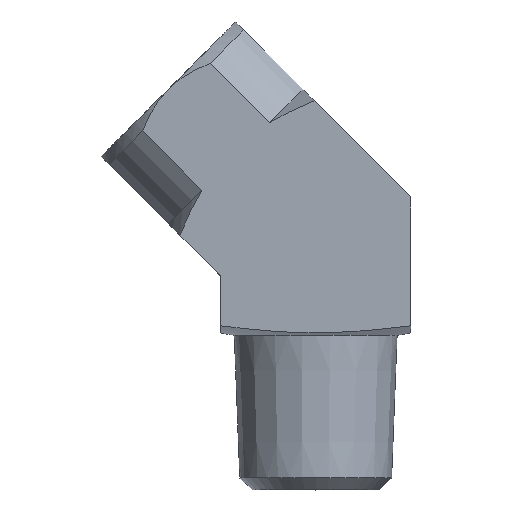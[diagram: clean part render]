
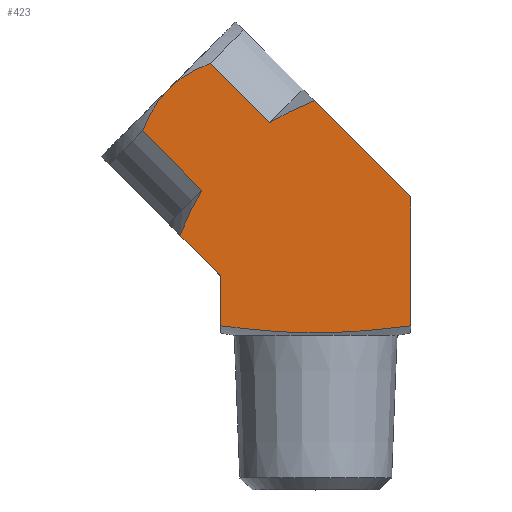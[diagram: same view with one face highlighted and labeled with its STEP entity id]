
A CAD part, top view. The second image highlights one B-rep face of the part: STEP entity #423.
In plain terms, the highlighted planar face has unit normal (0, 0, 1).
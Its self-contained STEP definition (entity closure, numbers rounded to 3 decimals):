
#15=LINE('',#690,#33);
#16=LINE('',#692,#34);
#17=LINE('',#698,#35);
#18=LINE('',#708,#36);
#19=LINE('',#714,#37);
#20=LINE('',#715,#38);
#33=VECTOR('',#524,10.84);
#34=VECTOR('',#525,11.463);
#35=VECTOR('',#526,7.05);
#36=VECTOR('',#527,7.05);
#37=VECTOR('',#528,4.835);
#38=VECTOR('',#529,4.213);
#53=(
BOUNDED_CURVE()
B_SPLINE_CURVE(2,(#682,#683,#684),.UNSPECIFIED.,.F.,.F.)
B_SPLINE_CURVE_WITH_KNOTS((3,3),(0.211,2.012),
 .UNSPECIFIED.)
CURVE()
GEOMETRIC_REPRESENTATION_ITEM()
RATIONAL_B_SPLINE_CURVE((1.121,1.586,1.121))
REPRESENTATION_ITEM('')
);
#55=(
BOUNDED_CURVE()
B_SPLINE_CURVE(2,(#694,#695,#696),.UNSPECIFIED.,.F.,.F.)
B_SPLINE_CURVE_WITH_KNOTS((3,3),(2.004,2.907),
 .UNSPECIFIED.)
CURVE()
GEOMETRIC_REPRESENTATION_ITEM()
RATIONAL_B_SPLINE_CURVE((2.388,2.599,2.72))
REPRESENTATION_ITEM('')
);
#56=(
BOUNDED_CURVE()
B_SPLINE_CURVE(2,(#700,#701,#702),.UNSPECIFIED.,.F.,.F.)
B_SPLINE_CURVE_WITH_KNOTS((3,3),(1.162,1.883),
 .UNSPECIFIED.)
CURVE()
GEOMETRIC_REPRESENTATION_ITEM()
RATIONAL_B_SPLINE_CURVE((1.528,1.619,1.619))
REPRESENTATION_ITEM('')
);
#57=(
BOUNDED_CURVE()
B_SPLINE_CURVE(2,(#704,#705,#706),.UNSPECIFIED.,.F.,.F.)
B_SPLINE_CURVE_WITH_KNOTS((3,3),(1.883,2.603),
 .UNSPECIFIED.)
CURVE()
GEOMETRIC_REPRESENTATION_ITEM()
RATIONAL_B_SPLINE_CURVE((1.619,1.619,1.528))
REPRESENTATION_ITEM('')
);
#58=(
BOUNDED_CURVE()
B_SPLINE_CURVE(2,(#710,#711,#712),.UNSPECIFIED.,.F.,.F.)
B_SPLINE_CURVE_WITH_KNOTS((3,3),(5.317,6.22),
 .UNSPECIFIED.)
CURVE()
GEOMETRIC_REPRESENTATION_ITEM()
RATIONAL_B_SPLINE_CURVE((2.72,2.599,2.388))
REPRESENTATION_ITEM('')
);
#80=PLANE('',#459);
#103=FACE_OUTER_BOUND('',#137,.T.);
#137=EDGE_LOOP('',(#300,#301,#302,#303,#304,#305,#306,#307,#308,#309,#310));
#190=VERTEX_POINT('',#677);
#191=VERTEX_POINT('',#681);
#192=VERTEX_POINT('',#689);
#193=VERTEX_POINT('',#691);
#194=VERTEX_POINT('',#693);
#195=VERTEX_POINT('',#697);
#196=VERTEX_POINT('',#699);
#197=VERTEX_POINT('',#703);
#198=VERTEX_POINT('',#707);
#199=VERTEX_POINT('',#709);
#200=VERTEX_POINT('',#713);
#232=EDGE_CURVE('',#191,#190,#53,.T.);
#234=EDGE_CURVE('',#190,#192,#15,.T.);
#235=EDGE_CURVE('',#192,#193,#16,.T.);
#236=EDGE_CURVE('',#193,#194,#55,.T.);
#237=EDGE_CURVE('',#194,#195,#17,.T.);
#238=EDGE_CURVE('',#195,#196,#56,.T.);
#239=EDGE_CURVE('',#196,#197,#57,.T.);
#240=EDGE_CURVE('',#197,#198,#18,.T.);
#241=EDGE_CURVE('',#198,#199,#58,.T.);
#242=EDGE_CURVE('',#199,#200,#19,.T.);
#243=EDGE_CURVE('',#200,#191,#20,.T.);
#300=ORIENTED_EDGE('',*,*,#232,.T.);
#301=ORIENTED_EDGE('',*,*,#234,.T.);
#302=ORIENTED_EDGE('',*,*,#235,.T.);
#303=ORIENTED_EDGE('',*,*,#236,.T.);
#304=ORIENTED_EDGE('',*,*,#237,.T.);
#305=ORIENTED_EDGE('',*,*,#238,.T.);
#306=ORIENTED_EDGE('',*,*,#239,.T.);
#307=ORIENTED_EDGE('',*,*,#240,.T.);
#308=ORIENTED_EDGE('',*,*,#241,.T.);
#309=ORIENTED_EDGE('',*,*,#242,.T.);
#310=ORIENTED_EDGE('',*,*,#243,.T.);
#423=ADVANCED_FACE('',(#103),#80,.T.);
#459=AXIS2_PLACEMENT_3D('',#688,#522,#523);
#522=DIRECTION('center_axis',(0.,0.,1.));
#523=DIRECTION('ref_axis',(1.,0.,0.));
#524=DIRECTION('',(0.,1.,0.));
#525=DIRECTION('',(-0.707,0.707,0.));
#526=DIRECTION('',(-0.707,0.707,0.));
#527=DIRECTION('',(0.707,-0.707,0.));
#528=DIRECTION('',(0.707,-0.707,0.));
#529=DIRECTION('',(0.,-1.,0.));
#677=CARTESIAN_POINT('',(8.,-7.526,8.));
#681=CARTESIAN_POINT('',(-8.,-7.526,8.));
#682=CARTESIAN_POINT('Ctrl Pts',(-8.,-7.526,8.));
#683=CARTESIAN_POINT('Ctrl Pts',(0.,-8.524,
8.));
#684=CARTESIAN_POINT('Ctrl Pts',(8.,-7.526,8.));
#688=CARTESIAN_POINT('Origin',(-2.889,-3.097,8.));
#689=CARTESIAN_POINT('',(8.,3.314,8.));
#690=CARTESIAN_POINT('',(8.,-21.314,8.));
#691=CARTESIAN_POINT('',(-0.105,11.419,8.));
#692=CARTESIAN_POINT('',(8.,3.314,8.));
#693=CARTESIAN_POINT('',(-3.89,9.565,8.));
#694=CARTESIAN_POINT('Ctrl Pts',(-0.105,11.419,8.));
#695=CARTESIAN_POINT('Ctrl Pts',(-2.322,10.488,8.));
#696=CARTESIAN_POINT('Ctrl Pts',(-3.89,9.565,8.));
#697=CARTESIAN_POINT('',(-8.875,14.55,8.));
#698=CARTESIAN_POINT('',(-6.718,12.393,8.));
#699=CARTESIAN_POINT('',(-12.384,12.384,8.));
#700=CARTESIAN_POINT('Ctrl Pts',(-8.875,14.55,8.));
#701=CARTESIAN_POINT('Ctrl Pts',(-11.045,13.723,8.));
#702=CARTESIAN_POINT('Ctrl Pts',(-12.384,12.384,8.));
#703=CARTESIAN_POINT('',(-14.55,8.875,8.));
#704=CARTESIAN_POINT('Ctrl Pts',(-12.384,12.384,8.));
#705=CARTESIAN_POINT('Ctrl Pts',(-13.723,11.045,8.));
#706=CARTESIAN_POINT('Ctrl Pts',(-14.55,8.875,8.));
#707=CARTESIAN_POINT('',(-9.565,3.89,8.));
#708=CARTESIAN_POINT('',(-12.393,6.718,8.));
#709=CARTESIAN_POINT('',(-11.419,0.105,8.));
#710=CARTESIAN_POINT('Ctrl Pts',(-9.565,3.89,8.));
#711=CARTESIAN_POINT('Ctrl Pts',(-10.488,2.322,8.));
#712=CARTESIAN_POINT('Ctrl Pts',(-11.419,0.105,8.));
#713=CARTESIAN_POINT('',(-8.,-3.314,8.));
#714=CARTESIAN_POINT('',(-18.041,6.727,8.));
#715=CARTESIAN_POINT('',(-8.,-3.314,8.));
